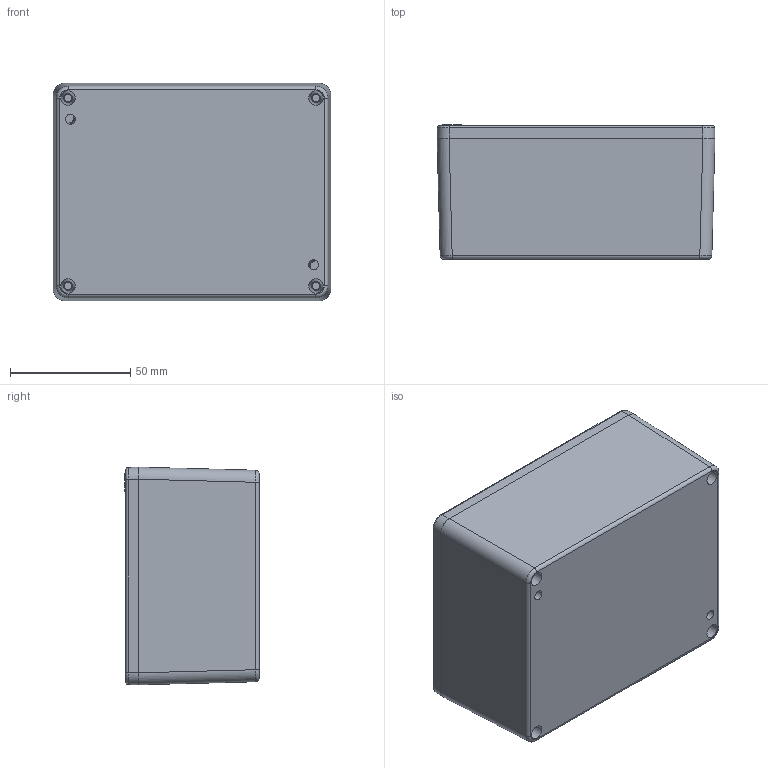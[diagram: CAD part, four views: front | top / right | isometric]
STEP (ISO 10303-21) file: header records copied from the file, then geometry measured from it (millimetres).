
FILE_DESCRIPTION (( 'STEP AP214' ), '1' );
FILE_NAME ('1550Z113.STEP', '2020-11-05T20:07:02', ( '' ), ( '' ), 'SwSTEP 2.0', 'SolidWorks 2019', '' );
FILE_SCHEMA (( 'AUTOMOTIVE_DESIGN' ));
Length unit declared in the file: inch
Products named in the file (1): 1550Z113
Bounding box: 115.4 x 55.77 x 90.4 mm (x, y, z)
Volume: 137901.2 mm3; surface area: 93473.6 mm2
Topology: 7 solids, 7 shells, 1340 faces, 3437 edges, 2176 vertices
Faces by surface type: plane 422, bspline 414, cone 258, cylinder 238, torus 8
Full cylindrical faces by diameter (mm): 3.3 x4, 3.9 x60, 7.5 x4
Entity records: 57060 total; most frequent: CARTESIAN_POINT 29545, ORIENTED_EDGE 5962, DIRECTION 4678, EDGE_CURVE 2981, VERTEX_POINT 1968, AXIS2_PLACEMENT_3D 1687, EDGE_LOOP 1675, FACE_OUTER_BOUND 1418
